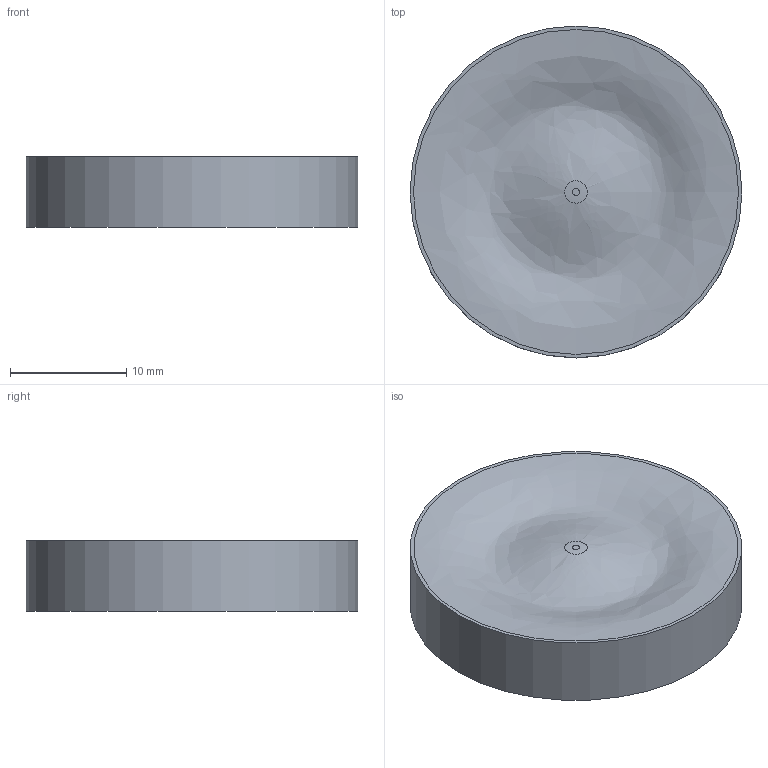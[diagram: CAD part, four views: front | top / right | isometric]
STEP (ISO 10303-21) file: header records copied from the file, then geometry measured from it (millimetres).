
FILE_DESCRIPTION(/* description */ (''),/* implementation_level */ '2;1');
FILE_NAME(/* name */ 'nipple_curved.step',/* time_stamp */ '2020-11-25T09:52:38+01:00',/* author */ (''),/* organization */ (''),/* preprocessor_version */ 'ST-DEVELOPER v18.1',/* originating_system */ 'Autodesk Translation Framework v9.3.0.1241',/* authorisation */ '');
FILE_SCHEMA (('AUTOMOTIVE_DESIGN { 1 0 10303 214 3 1 1 }'));
Length unit declared in the file: millimetre
Products named in the file (1): nipple_curved
Bounding box: 28.6 x 28.6 x 6.04 mm (x, y, z)
Volume: 3495.7 mm3; surface area: 1880.8 mm2
Topology: 1 solids, 1 shells, 8 faces, 11 edges, 7 vertices
Faces by surface type: plane 4, bspline 2, cylinder 2
Full cylindrical faces by diameter (mm): 5.2 x1, 28.6 x1
Entity records: 523 total; most frequent: CARTESIAN_POINT 351, DIRECTION 28, ORIENTED_EDGE 22, AXIS2_PLACEMENT_3D 13, EDGE_CURVE 11, EDGE_LOOP 10, FACE_OUTER_BOUND 8, ADVANCED_FACE 8
